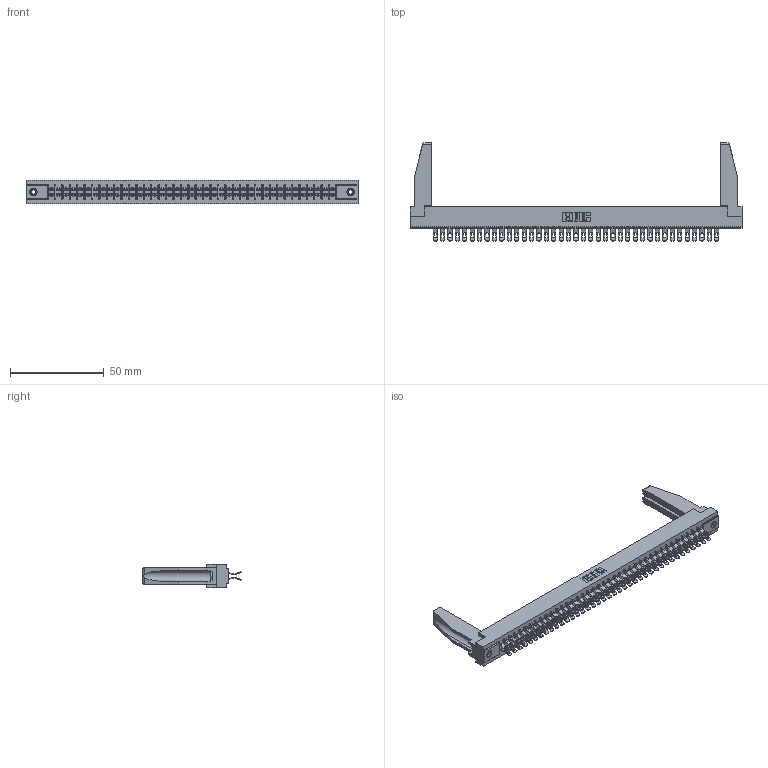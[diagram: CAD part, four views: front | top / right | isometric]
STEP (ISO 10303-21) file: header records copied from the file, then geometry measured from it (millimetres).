
FILE_DESCRIPTION (( 'STEP AP203' ), '1' );
FILE_NAME ('355-078-555-578.STEP', '2019-09-13T14:07:53', ( '' ), ( '' ), 'SwSTEP 2.0', 'SolidWorks 2016', '' );
FILE_SCHEMA (( 'CONFIG_CONTROL_DESIGN' ));
Length unit declared in the file: inch
Products named in the file (5): 355-078-555-578; 305-290-001_555; 305 Part_.156 Dia; 307-220-078; 345-250-001_345-250-001-102
Assembly tree (83 placements, depth 2):
  355-078-555-578
    305 Part_.156 Dia
    305-290-001_555  x78
    345-250-001_345-250-001-102  x2
    307-220-078  x2
Bounding box: 177.55 x 52.45 x 12.7 mm (x, y, z)
Volume: 22188.9 mm3; surface area: 29238.7 mm2
Topology: 83 solids, 83 shells, 5394 faces, 16051 edges, 10482 vertices
Faces by surface type: plane 2648, cylinder 2574, sphere 156, cone 12, torus 4
Entity records: 45655 total; most frequent: CARTESIAN_POINT 7579, ORIENTED_EDGE 7472, DIRECTION 7286, EDGE_CURVE 3736, VECTOR 2996, LINE 2996, VERTEX_POINT 2380, AXIS2_PLACEMENT_3D 2145
